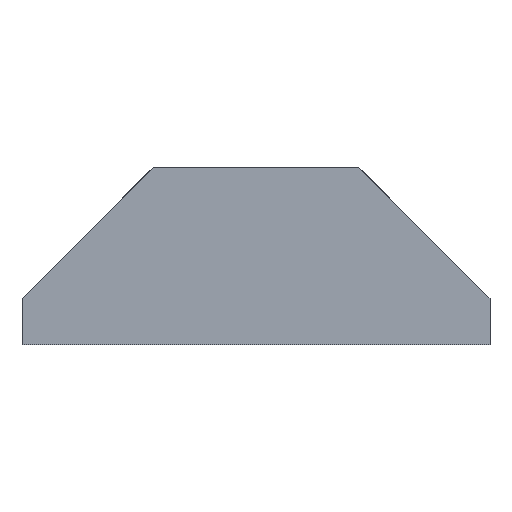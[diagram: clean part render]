
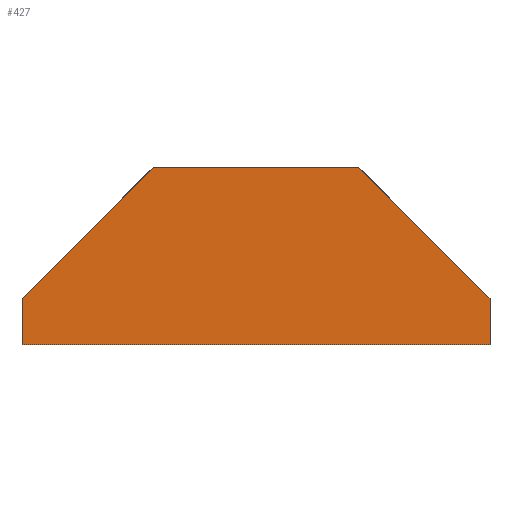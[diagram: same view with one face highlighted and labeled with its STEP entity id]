
A CAD part, front view. The second image highlights one B-rep face of the part: STEP entity #427.
In plain terms, the highlighted planar face has unit normal (0, -1, 0).
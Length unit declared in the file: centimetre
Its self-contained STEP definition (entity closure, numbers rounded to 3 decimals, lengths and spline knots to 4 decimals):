
#107=VECTOR('',#556,1.);
#131=VECTOR('',#588,1.);
#134=VECTOR('',#592,1.);
#140=VECTOR('',#600,1.);
#141=VECTOR('',#601,1.);
#142=VECTOR('',#602,1.);
#147=LINE('',#467,#107);
#171=LINE('',#516,#131);
#174=LINE('',#523,#134);
#180=LINE('',#534,#140);
#181=LINE('',#536,#141);
#182=LINE('',#537,#142);
#195=PLANE('',#447);
#204=VERTEX_POINT('',#462);
#206=VERTEX_POINT('',#466);
#223=VERTEX_POINT('',#515);
#224=VERTEX_POINT('',#517);
#227=VERTEX_POINT('',#524);
#230=VERTEX_POINT('',#535);
#240=EDGE_CURVE('',#204,#206,#147,.T.);
#264=EDGE_CURVE('',#224,#223,#171,.T.);
#269=EDGE_CURVE('',#227,#224,#174,.T.);
#275=EDGE_CURVE('',#223,#230,#180,.T.);
#276=EDGE_CURVE('',#204,#230,#181,.T.);
#277=EDGE_CURVE('',#206,#227,#182,.T.);
#347=ORIENTED_EDGE('',*,*,#269,.T.);
#348=ORIENTED_EDGE('',*,*,#264,.T.);
#349=ORIENTED_EDGE('',*,*,#275,.T.);
#350=ORIENTED_EDGE('',*,*,#276,.F.);
#351=ORIENTED_EDGE('',*,*,#240,.T.);
#352=ORIENTED_EDGE('',*,*,#277,.T.);
#387=EDGE_LOOP('',(#347,#348,#349,#350,#351,#352));
#409=FACE_BOUND('',#387,.T.);
#427=ADVANCED_FACE('',(#409),#195,.T.);
#447=AXIS2_PLACEMENT_3D('',#533,#599,$);
#462=CARTESIAN_POINT('',(-0.5,-0.75,0.));
#466=CARTESIAN_POINT('',(0.5,-0.75,0.));
#467=CARTESIAN_POINT('',(-0.5,-0.75,0.));
#515=CARTESIAN_POINT('',(-0.22,-0.75,0.38));
#516=CARTESIAN_POINT('',(-0.5,-0.75,0.38));
#517=CARTESIAN_POINT('',(0.22,-0.75,0.38));
#523=CARTESIAN_POINT('',(0.33,-0.75,0.27));
#524=CARTESIAN_POINT('',(0.5,-0.75,0.1));
#533=CARTESIAN_POINT('',(0.,-0.75,0.));
#534=CARTESIAN_POINT('',(-0.33,-0.75,0.27));
#535=CARTESIAN_POINT('',(-0.5,-0.75,0.1));
#536=CARTESIAN_POINT('',(-0.5,-0.75,0.));
#537=CARTESIAN_POINT('',(0.5,-0.75,0.));
#556=DIRECTION('',(1.,0.,0.));
#588=DIRECTION('',(-1.,0.,0.));
#592=DIRECTION('',(-0.707,0.,0.707));
#599=DIRECTION('',(0.,-1.,0.));
#600=DIRECTION('',(-0.707,0.,-0.707));
#601=DIRECTION('',(0.,0.,1.));
#602=DIRECTION('',(0.,0.,1.));
